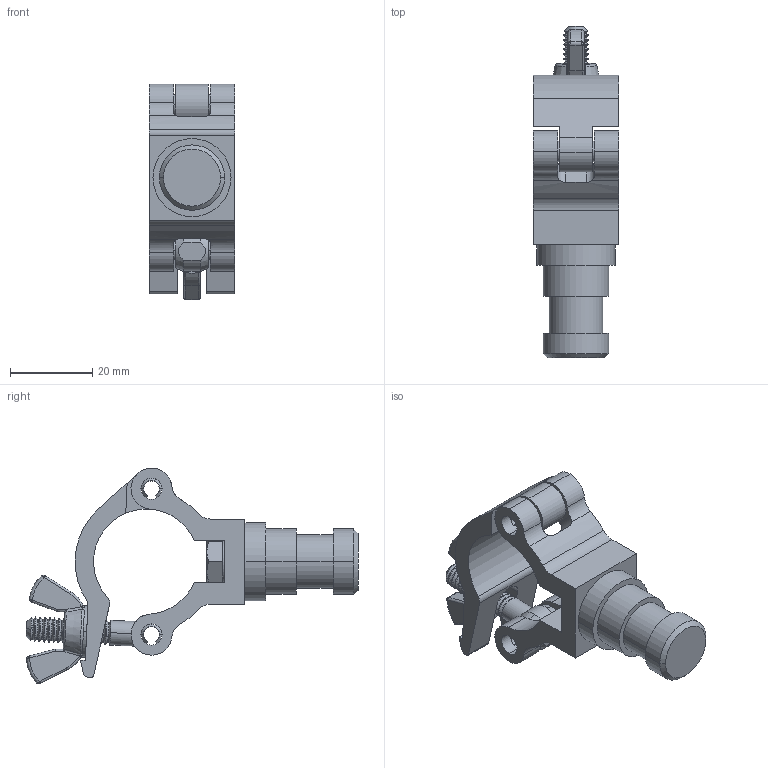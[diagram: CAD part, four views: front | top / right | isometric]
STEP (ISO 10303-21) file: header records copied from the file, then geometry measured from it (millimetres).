
FILE_DESCRIPTION (( 'STEP AP203' ), '1' );
FILE_NAME ('T58892.STEP', '2024-07-09T09:38:06', ( '' ), ( '' ), 'SwSTEP 2.0', 'SolidWorks 2022', '' );
FILE_SCHEMA (( 'CONFIG_CONTROL_DESIGN' ));
Length unit declared in the file: millimetre
Products named in the file (12): TH1869_TH1869; TH2010; Hex Screw GradeC_Doughty Fastners_ISO 4018 - M6 x 16-WS; TH2009_21MM WIDE; TH133; T58892; TH1748; F880_F880 M6 Wing Nut; TH655_TH655; T78015; F772; B Washer_Bright washer BS 4320 - M6 (Form B)
Assembly tree (12 placements, depth 3):
  T58892
    TH655_TH655
      TH2010
    TH133
      TH2009_21MM WIDE
    T78015
      TH1748
      B Washer_Bright washer BS 4320 - M6 (Form B)
      F880_F880 M6 Wing Nut
    F772  x2
    Hex Screw GradeC_Doughty Fastners_ISO 4018 - M6 x 16-WS
    TH1869_TH1869
Bounding box: 20.9 x 80.8 x 52.51 mm (x, y, z)
Volume: 18899.9 mm3; surface area: 13348 mm2
Topology: 9 solids, 9 shells, 626 faces, 1436 edges, 839 vertices
Faces by surface type: cone 214, torus 144, cylinder 143, plane 93, bspline 32
Entity records: 19346 total; most frequent: CARTESIAN_POINT 4061, DIRECTION 3278, ORIENTED_EDGE 2776, AXIS2_PLACEMENT_3D 1412, EDGE_CURVE 1388, CIRCLE 816, VERTEX_POINT 815, EDGE_LOOP 649
